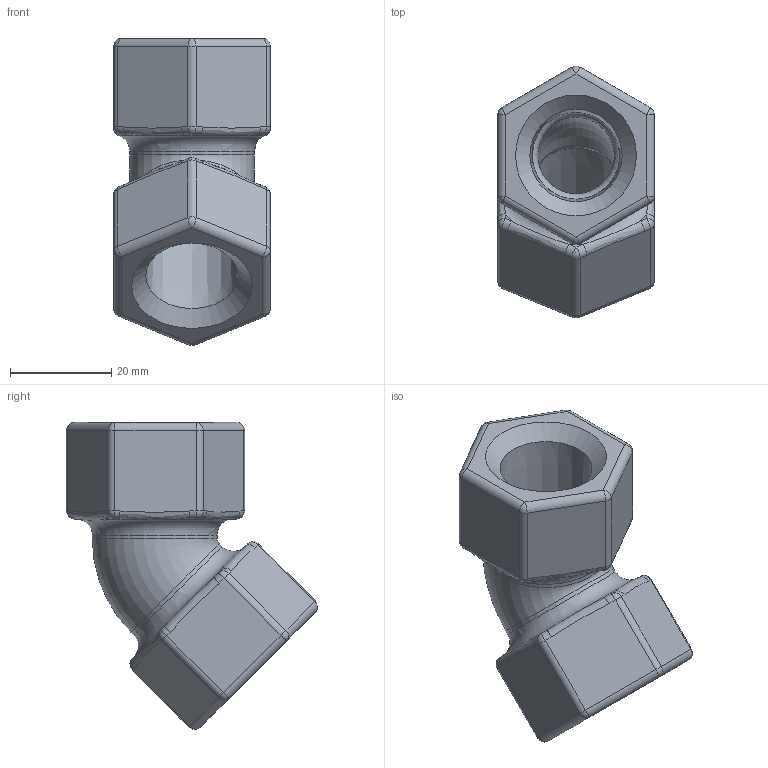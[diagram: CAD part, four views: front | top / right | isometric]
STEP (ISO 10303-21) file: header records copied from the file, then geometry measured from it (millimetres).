
FILE_DESCRIPTION(/* description */ (''),/* implementation_level */ '2;1');
FILE_NAME(/* name */ 'KIL_FF-45-1.stp',/* time_stamp */ '2021-03-17T01:33:55+05:00',/* author */ ('lsugumaran'),/* organization */ (''),/* preprocessor_version */ 'ST-DEVELOPER v18',/* originating_system */ 'Autodesk Inventor 2020',/* authorisation */ '');
FILE_SCHEMA (('AUTOMOTIVE_DESIGN { 1 0 10303 214 3 1 1 }'));
Length unit declared in the file: inch
Products named in the file (1): FF-45-1
Bounding box: 30.96 x 49.63 x 60.59 mm (x, y, z)
Volume: 26864.4 mm3; surface area: 9793 mm2
Topology: 1 solids, 1 shells, 122 faces, 288 edges, 154 vertices
Faces by surface type: cylinder 50, plane 26, sphere 24, bspline 12, torus 6, cone 4
Full cylindrical faces by diameter (mm): 24.638 x2
Entity records: 3789 total; most frequent: CARTESIAN_POINT 1025, DIRECTION 616, ORIENTED_EDGE 548, EDGE_CURVE 274, AXIS2_PLACEMENT_3D 257, VERTEX_POINT 154, CIRCLE 146, EDGE_LOOP 124
